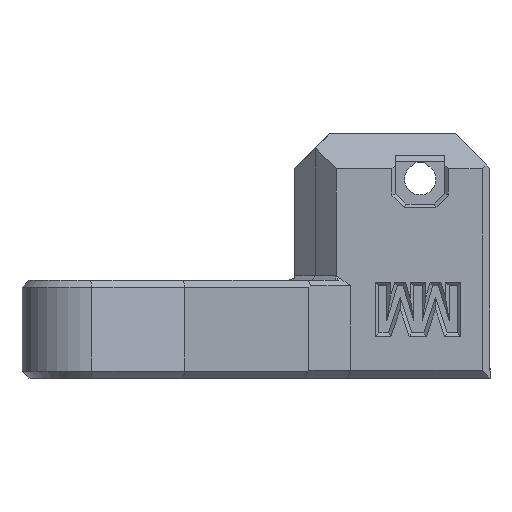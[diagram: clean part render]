
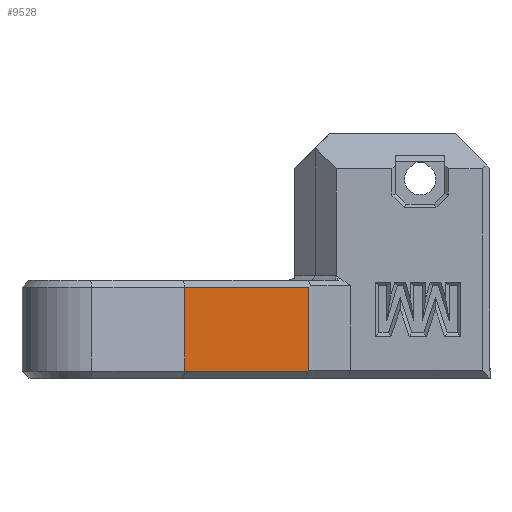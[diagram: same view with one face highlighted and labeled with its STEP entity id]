
A CAD part, left-side view. The second image highlights one B-rep face of the part: STEP entity #9528.
In plain terms, the highlighted planar face has unit normal (-1, 0, 0).
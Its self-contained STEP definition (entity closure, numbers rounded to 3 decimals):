
#542=FACE_OUTER_BOUND('',#1096,.T.);
#1096=EDGE_LOOP('',(#6447,#6448,#6449,#6450,#6451));
#1719=LINE('',#13642,#2836);
#1751=LINE('',#13751,#2868);
#1757=LINE('',#13769,#2874);
#1758=LINE('',#13772,#2875);
#1759=LINE('',#13773,#2876);
#2836=VECTOR('',#10972,10.);
#2868=VECTOR('',#11044,10.);
#2874=VECTOR('',#11062,10.);
#2875=VECTOR('',#11065,10.);
#2876=VECTOR('',#11066,10.);
#3965=VERTEX_POINT('',#13640);
#3966=VERTEX_POINT('',#13641);
#4001=VERTEX_POINT('',#13745);
#4002=VERTEX_POINT('',#13749);
#4005=VERTEX_POINT('',#13771);
#4877=EDGE_CURVE('',#3965,#3966,#1719,.T.);
#4925=EDGE_CURVE('',#4002,#4001,#1751,.T.);
#4933=EDGE_CURVE('',#3965,#4001,#1757,.T.);
#4934=EDGE_CURVE('',#4005,#4002,#1758,.T.);
#4935=EDGE_CURVE('',#3966,#4005,#1759,.T.);
#6447=ORIENTED_EDGE('',*,*,#4877,.F.);
#6448=ORIENTED_EDGE('',*,*,#4933,.T.);
#6449=ORIENTED_EDGE('',*,*,#4925,.F.);
#6450=ORIENTED_EDGE('',*,*,#4934,.F.);
#6451=ORIENTED_EDGE('',*,*,#4935,.F.);
#9099=PLANE('',#10137);
#9528=ADVANCED_FACE('',(#542),#9099,.F.);
#10137=AXIS2_PLACEMENT_3D('',#13770,#11063,#11064);
#10972=DIRECTION('',(0.,0.,-1.));
#11044=DIRECTION('',(0.,0.,1.));
#11062=DIRECTION('',(0.,1.,0.));
#11063=DIRECTION('center_axis',(1.,0.,0.));
#11064=DIRECTION('ref_axis',(0.,0.,
1.));
#11065=DIRECTION('',(0.,0.577,0.816));
#11066=DIRECTION('',(0.,1.,0.));
#13640=CARTESIAN_POINT('',(-212.465,444.58,-276.246));
#13641=CARTESIAN_POINT('',(-212.465,444.58,-294.055));
#13642=CARTESIAN_POINT('',(-212.465,444.58,-284.775));
#13745=CARTESIAN_POINT('',(-212.465,456.58,-276.246));
#13749=CARTESIAN_POINT('',(-212.465,456.58,-293.913));
#13751=CARTESIAN_POINT('',(-212.465,456.58,-293.15));
#13769=CARTESIAN_POINT('',(-212.465,457.58,-276.246));
#13770=CARTESIAN_POINT('Origin',(-212.465,457.58,-292.055));
#13771=CARTESIAN_POINT('',(-212.465,456.48,-294.055));
#13772=CARTESIAN_POINT('',(-212.465,457.025,-293.284));
#13773=CARTESIAN_POINT('',(-212.465,385.606,-294.055));
